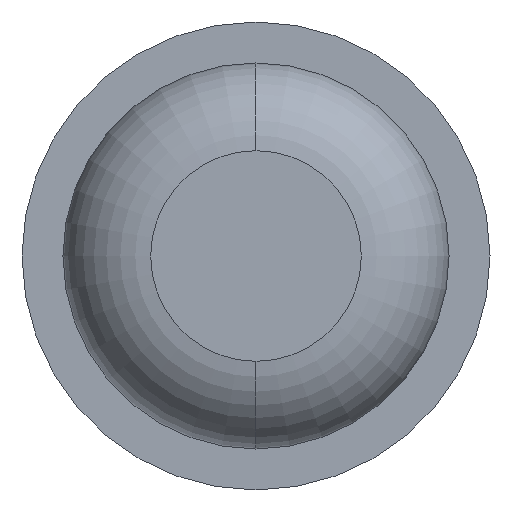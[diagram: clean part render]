
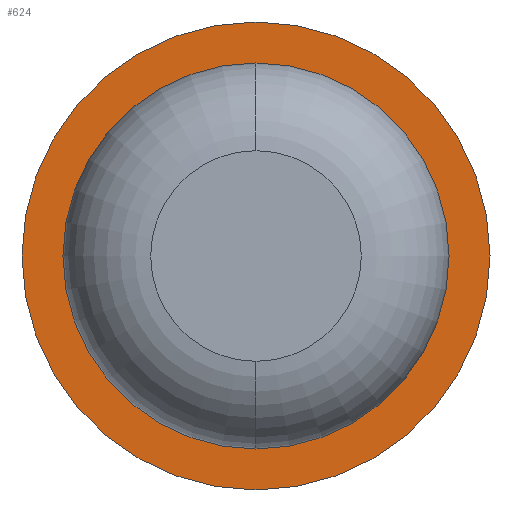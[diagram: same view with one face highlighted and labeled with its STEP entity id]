
A CAD part, front view. The second image highlights one B-rep face of the part: STEP entity #624.
In plain terms, the highlighted planar face has unit normal (0, -1, 0).
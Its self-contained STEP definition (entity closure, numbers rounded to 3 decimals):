
#7 = EDGE_CURVE ( 'Defeature ausgef�hrt1_44+Defeature ausgef�hrt1_43+Defeature ausgef�hrt1_43+Defeature ausgef�hrt1_43', #2775, #3966, #4223, .T. ) ;
#126 = CARTESIAN_POINT ( 'NONE',  ( 0., -9., 0. ) ) ;
#131 = AXIS2_PLACEMENT_3D ( 'NONE', #3970, #1342, #1385 ) ;
#196 = FACE_OUTER_BOUND ( 'NONE', #697, .T. ) ;
#355 = CARTESIAN_POINT ( 'NONE',  ( -1., -9., 0. ) ) ;
#412 = EDGE_CURVE ( 'Defeature ausgef�hrt1_43+Defeature ausgef�hrt1_39+Defeature ausgef�hrt1_39+Defeature ausgef�hrt1_39', #4005, #3131, #1177, .T. ) ;
#488 = ORIENTED_EDGE ( 'NONE', *, *, #1414, .T. ) ;
#561 = CARTESIAN_POINT ( 'NONE',  ( 0., -9., 0. ) ) ;
#565 = AXIS2_PLACEMENT_3D ( 'NONE', #3849, #2891, #1869 ) ;
#624 = ADVANCED_FACE ( 'Defeature ausgef�hrt1_43', ( #196, #3609 ), #2002, .F. ) ;
#680 = DIRECTION ( 'NONE',  ( -1., 0., 0. ) ) ;
#697 = EDGE_LOOP ( 'NONE', ( #3083, #2602 ) ) ;
#993 = AXIS2_PLACEMENT_3D ( 'NONE', #126, #2465, #1118 ) ;
#1118 = DIRECTION ( 'NONE',  ( -1., 0., 0. ) ) ;
#1140 = CARTESIAN_POINT ( 'NONE',  ( 1., -9., 0. ) ) ;
#1174 = CIRCLE ( 'NONE', #993, 0.825 ) ;
#1177 = CIRCLE ( 'NONE', #565, 0.825 ) ;
#1198 = DIRECTION ( 'NONE',  ( 0., 1., 0. ) ) ;
#1293 = AXIS2_PLACEMENT_3D ( 'NONE', #3964, #2042, #680 ) ;
#1342 = DIRECTION ( 'NONE',  ( 0., 1., 0. ) ) ;
#1385 = DIRECTION ( 'NONE',  ( -1., 0., 0. ) ) ;
#1414 = EDGE_CURVE ( 'Defeature ausgef�hrt1_43+Defeature ausgef�hrt1_39+Defeature ausgef�hrt1_39+Defeature ausgef�hrt1_39', #3131, #4005, #1174, .T. ) ;
#1819 = CARTESIAN_POINT ( 'NONE',  ( 0., -9., -0.825 ) ) ;
#1869 = DIRECTION ( 'NONE',  ( -1., 0., 0. ) ) ;
#1938 = EDGE_CURVE ( 'Defeature ausgef�hrt1_44+Defeature ausgef�hrt1_43+Defeature ausgef�hrt1_43+Defeature ausgef�hrt1_43', #3966, #2775, #3730, .T. ) ;
#2002 = PLANE ( 'NONE',  #1293 ) ;
#2042 = DIRECTION ( 'NONE',  ( 0., 1., 0. ) ) ;
#2067 = AXIS2_PLACEMENT_3D ( 'NONE', #561, #1198, #4146 ) ;
#2465 = DIRECTION ( 'NONE',  ( 0., 1., 0. ) ) ;
#2602 = ORIENTED_EDGE ( 'NONE', *, *, #1938, .F. ) ;
#2775 = VERTEX_POINT ( 'NONE', #355 ) ;
#2891 = DIRECTION ( 'NONE',  ( 0., 1., 0. ) ) ;
#3083 = ORIENTED_EDGE ( 'NONE', *, *, #7, .F. ) ;
#3131 = VERTEX_POINT ( 'NONE', #4194 ) ;
#3293 = EDGE_LOOP ( 'NONE', ( #488, #4156 ) ) ;
#3609 = FACE_BOUND ( 'NONE', #3293, .T. ) ;
#3730 = CIRCLE ( 'NONE', #2067, 1. ) ;
#3849 = CARTESIAN_POINT ( 'NONE',  ( 0., -9., 0. ) ) ;
#3964 = CARTESIAN_POINT ( 'NONE',  ( 0.825, -9., 0. ) ) ;
#3966 = VERTEX_POINT ( 'NONE', #1140 ) ;
#3970 = CARTESIAN_POINT ( 'NONE',  ( 0., -9., 0. ) ) ;
#4005 = VERTEX_POINT ( 'NONE', #1819 ) ;
#4146 = DIRECTION ( 'NONE',  ( -1., 0., 0. ) ) ;
#4156 = ORIENTED_EDGE ( 'NONE', *, *, #412, .T. ) ;
#4194 = CARTESIAN_POINT ( 'NONE',  ( 0., -9., 0.825 ) ) ;
#4223 = CIRCLE ( 'NONE', #131, 1. ) ;
